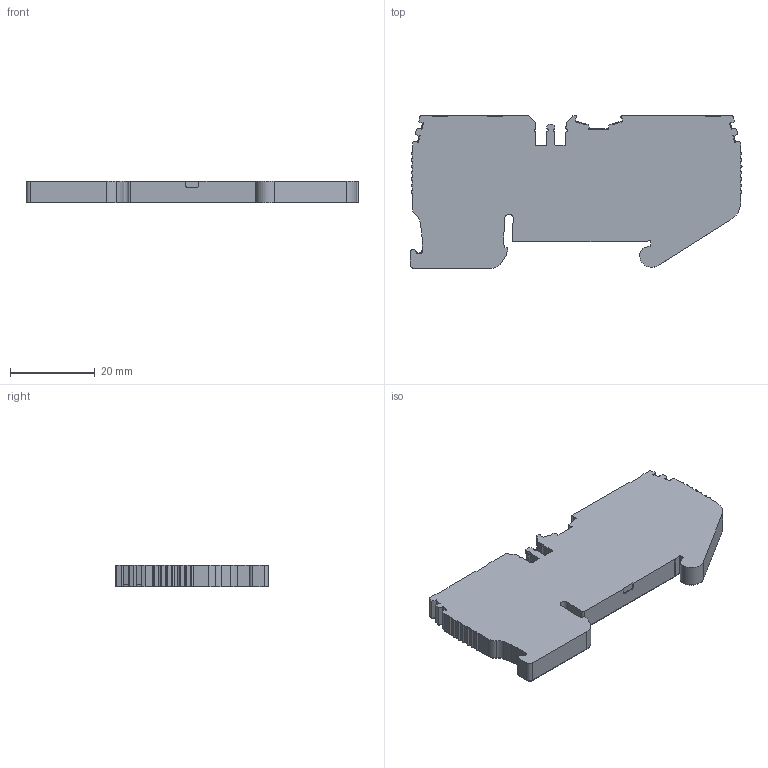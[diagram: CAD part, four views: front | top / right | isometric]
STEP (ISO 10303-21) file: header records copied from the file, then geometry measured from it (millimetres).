
FILE_DESCRIPTION (( 'STEP AP203' ), '1' );
FILE_NAME ('KN-P25E-1-2-25.step', '2025-04-29T14:12:38', ( '' ), ( '' ), 'SwSTEP 2.0', 'SolidWorks 2024', '' );
FILE_SCHEMA (( 'CONFIG_CONTROL_DESIGN' ));
Length unit declared in the file: millimetre
Products named in the file (1): KN-P25E-1-2-25
Bounding box: 78.36 x 36.07 x 5.15 mm (x, y, z)
Volume: 11977.7 mm3; surface area: 6219.6 mm2
Topology: 1 solids, 1 shells, 678 faces, 1950 edges, 1277 vertices
Faces by surface type: plane 362, cylinder 265, bspline 39, torus 6, cone 6
Entity records: 22848 total; most frequent: CARTESIAN_POINT 4985, ORIENTED_EDGE 3876, DIRECTION 3628, EDGE_CURVE 1938, LINE 1278, VECTOR 1278, VERTEX_POINT 1277, AXIS2_PLACEMENT_3D 1175
